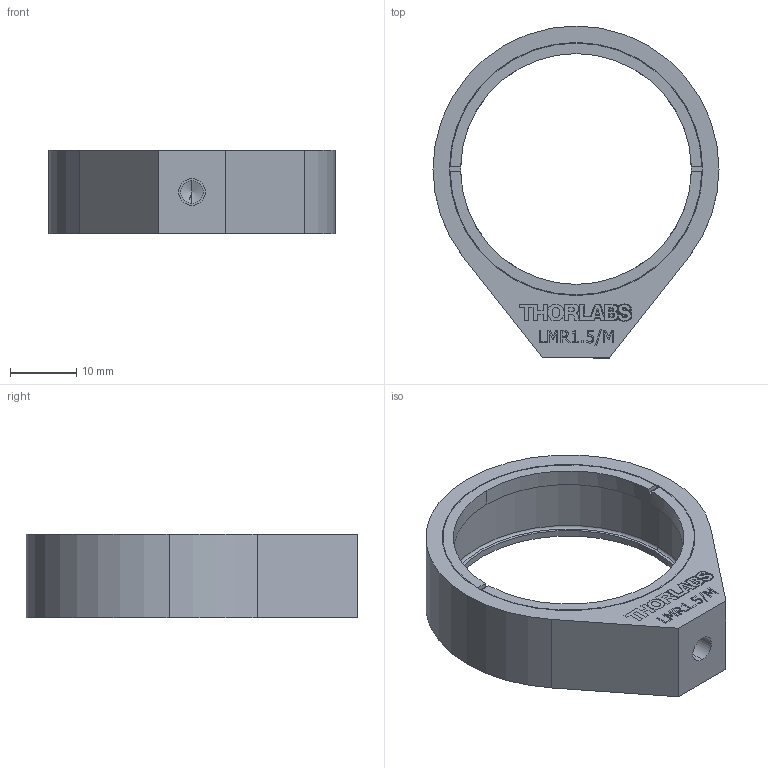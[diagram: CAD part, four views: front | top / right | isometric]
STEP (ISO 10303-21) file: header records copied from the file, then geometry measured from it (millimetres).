
FILE_DESCRIPTION(('FreeCAD Model'),'2;1');
FILE_NAME('Open CASCADE Shape Model','2023-03-27T09:28:51',('Author'),( ''),'Open CASCADE STEP processor 7.6','FreeCAD','Unknown');
FILE_SCHEMA(('AUTOMOTIVE_DESIGN { 1 0 10303 214 1 1 1 1 }'));
Length unit declared in the file: millimetre
Products named in the file (1): 0116-E0W
Bounding box: 43.28 x 50.22 x 12.7 mm (x, y, z)
Volume: 6412.2 mm3; surface area: 5576 mm2
Topology: 2 solids, 2 shells, 290 faces, 776 edges, 514 vertices
Faces by surface type: plane 186, bspline 80, cylinder 15, cone 7, torus 2
Entity records: 20416 total; most frequent: CARTESIAN_POINT 5825, DIRECTION 2287, LINE 1746, VECTOR 1746, ORIENTED_EDGE 1548, PCURVE 1548, DEFINITIONAL_REPRESENTATION 1548, EDGE_CURVE 774
